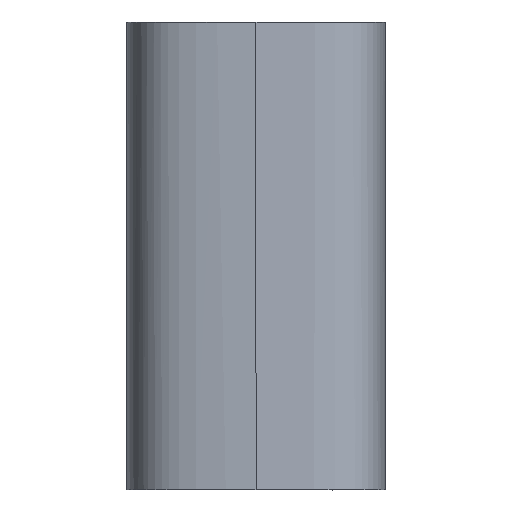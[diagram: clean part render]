
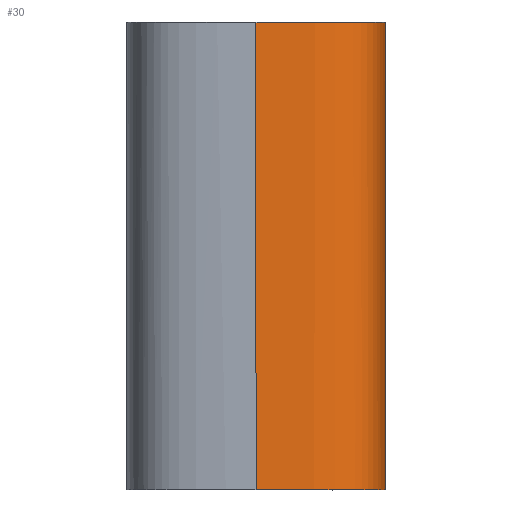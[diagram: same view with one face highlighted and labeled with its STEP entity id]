
A CAD part, front view. The second image highlights one B-rep face of the part: STEP entity #30.
In plain terms, the highlighted free-form (B-spline) face has degree [1, 5] with [2, 13] control points.
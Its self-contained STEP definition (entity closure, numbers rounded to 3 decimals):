
#30=ADVANCED_FACE('',(#164),#1767,.T.);
#164=FACE_OUTER_BOUND('',#291,.T.);
#291=EDGE_LOOP('',(#489,#490,#491,#492));
#489=ORIENTED_EDGE('',*,*,#1001,.F.);
#490=ORIENTED_EDGE('',*,*,#1002,.F.);
#491=ORIENTED_EDGE('',*,*,#1003,.T.);
#492=ORIENTED_EDGE('',*,*,#999,.T.);
#999=EDGE_CURVE('',#1523,#1567,#1355,.T.);
#1001=EDGE_CURVE('',#1568,#1567,#1357,.T.);
#1002=EDGE_CURVE('',#1525,#1568,#1358,.T.);
#1003=EDGE_CURVE('',#1525,#1523,#1359,.T.);
#1355=B_SPLINE_CURVE_WITH_KNOTS('',1,(#9139,#9140),.UNSPECIFIED.,.F.,.F.,
(2,2),(-869.,0.),.UNSPECIFIED.);
#1357=B_SPLINE_CURVE_WITH_KNOTS('',3,(#9154,#9155,#9156,#9157,#9158,#9159,
#9160,#9161,#9162,#9163,#9164,#9165,#9166,#9167,#9168,#9169,#9170,#9171,
#9172,#9173,#9174,#9175,#9176,#9177),.UNSPECIFIED.,.F.,.F.,(4,2,2,2,2,2,
2,2,2,2,2,4),(-363.641,-318.186,-272.731,-227.275,
-181.82,-159.093,-147.729,-136.365,
-113.638,-90.91,-45.455,0.),.UNSPECIFIED.);
#1358=B_SPLINE_CURVE_WITH_KNOTS('',1,(#9178,#9179),.UNSPECIFIED.,.F.,.F.,
(2,2),(-869.,0.),.UNSPECIFIED.);
#1359=B_SPLINE_CURVE_WITH_KNOTS('',5,(#9180,#9181,#9182,#9183,#9184,#9185,
#9186,#9187,#9188,#9189,#9190,#9191,#9192),.UNSPECIFIED.,.F.,.F.,(6,1,1,
1,1,1,1,1,6),(0.,24.045,54.152,112.225,176.711,
201.13,225.687,274.235,367.31),
 .UNSPECIFIED.);
#1523=VERTEX_POINT('',#8653);
#1525=VERTEX_POINT('',#8655);
#1567=VERTEX_POINT('',#8697);
#1568=VERTEX_POINT('',#8698);
#1767=B_SPLINE_SURFACE_WITH_KNOTS('',1,5,((#4551,#4552,#4553,#4554,#4555,
#4556,#4557,#4558,#4559,#4560,#4561,#4562,#4563),(#4564,#4565,#4566,#4567,
#4568,#4569,#4570,#4571,#4572,#4573,#4574,#4575,#4576)),.UNSPECIFIED.,.F.,
 .F.,.F.,(2,2),(6,1,1,1,1,1,1,1,6),(0.,870.724),(0.,
24.045,54.152,112.225,176.711,201.13,
225.687,274.235,367.31),.UNSPECIFIED.);
#4551=CARTESIAN_POINT('',(0.,-190.,873.197));
#4552=CARTESIAN_POINT('',(4.757,-190.,873.197));
#4553=CARTESIAN_POINT('',(15.465,-189.975,873.197));
#4554=CARTESIAN_POINT('',(37.661,-189.649,873.197));
#4555=CARTESIAN_POINT('',(72.6,-188.471,873.197));
#4556=CARTESIAN_POINT('',(112.237,-184.46,873.197));
#4557=CARTESIAN_POINT('',(151.535,-176.334,873.197));
#4558=CARTESIAN_POINT('',(191.378,-156.42,873.197));
#4559=CARTESIAN_POINT('',(224.861,-116.899,873.197));
#4560=CARTESIAN_POINT('',(234.442,-78.76,873.197));
#4561=CARTESIAN_POINT('',(238.5,-46.573,873.197));
#4562=CARTESIAN_POINT('',(240.,-18.363,873.197));
#4563=CARTESIAN_POINT('',(240.,0.,873.197));
#4564=CARTESIAN_POINT('',(0.,-190.,2.473));
#4565=CARTESIAN_POINT('',(4.757,-190.,2.473));
#4566=CARTESIAN_POINT('',(15.465,-189.975,2.473));
#4567=CARTESIAN_POINT('',(37.661,-189.649,2.473));
#4568=CARTESIAN_POINT('',(72.6,-188.471,2.473));
#4569=CARTESIAN_POINT('',(112.237,-184.46,2.473));
#4570=CARTESIAN_POINT('',(151.535,-176.334,2.473));
#4571=CARTESIAN_POINT('',(191.378,-156.42,2.473));
#4572=CARTESIAN_POINT('',(224.861,-116.899,2.473));
#4573=CARTESIAN_POINT('',(234.442,-78.76,2.473));
#4574=CARTESIAN_POINT('',(238.5,-46.573,2.473));
#4575=CARTESIAN_POINT('',(240.,-18.363,2.473));
#4576=CARTESIAN_POINT('',(240.,0.,2.473));
#8653=CARTESIAN_POINT('',(240.,0.,3.335));
#8655=CARTESIAN_POINT('',(0.,-190.,3.335));
#8697=CARTESIAN_POINT('',(240.,0.,872.335));
#8698=CARTESIAN_POINT('',(0.,-190.,872.335));
#9139=CARTESIAN_POINT('',(240.,0.,3.335));
#9140=CARTESIAN_POINT('',(240.,0.,872.335));
#9154=CARTESIAN_POINT('',(0.,-190.,872.335));
#9155=CARTESIAN_POINT('',(15.17,-190.,872.335));
#9156=CARTESIAN_POINT('',(30.333,-189.793,872.335));
#9157=CARTESIAN_POINT('',(60.628,-188.628,872.335));
#9158=CARTESIAN_POINT('',(75.781,-187.658,872.335));
#9159=CARTESIAN_POINT('',(105.935,-184.27,872.335));
#9160=CARTESIAN_POINT('',(120.927,-181.894,872.335));
#9161=CARTESIAN_POINT('',(150.354,-174.283,872.335));
#9162=CARTESIAN_POINT('',(164.622,-169.084,872.335));
#9163=CARTESIAN_POINT('',(184.228,-157.487,872.335));
#9164=CARTESIAN_POINT('',(190.386,-152.987,872.335));
#9165=CARTESIAN_POINT('',(198.692,-145.347,872.335));
#9166=CARTESIAN_POINT('',(201.321,-142.646,872.335));
#9167=CARTESIAN_POINT('',(206.294,-136.929,872.335));
#9168=CARTESIAN_POINT('',(208.646,-133.901,872.335));
#9169=CARTESIAN_POINT('',(215.134,-124.562,872.335));
#9170=CARTESIAN_POINT('',(218.758,-117.945,872.335));
#9171=CARTESIAN_POINT('',(224.894,-104.091,872.335));
#9172=CARTESIAN_POINT('',(227.392,-96.877,872.335));
#9173=CARTESIAN_POINT('',(233.543,-75.134,872.335));
#9174=CARTESIAN_POINT('',(236.01,-60.296,872.335));
#9175=CARTESIAN_POINT('',(239.25,-30.264,872.335));
#9176=CARTESIAN_POINT('',(240.,-15.132,872.335));
#9177=CARTESIAN_POINT('',(240.,0.,872.335));
#9178=CARTESIAN_POINT('',(0.,-190.,3.335));
#9179=CARTESIAN_POINT('',(0.,-190.,872.335));
#9180=CARTESIAN_POINT('',(0.,-190.,3.335));
#9181=CARTESIAN_POINT('',(4.757,-190.,3.335));
#9182=CARTESIAN_POINT('',(15.465,-189.975,3.335));
#9183=CARTESIAN_POINT('',(37.661,-189.649,3.335));
#9184=CARTESIAN_POINT('',(72.6,-188.471,3.335));
#9185=CARTESIAN_POINT('',(112.237,-184.46,3.335));
#9186=CARTESIAN_POINT('',(151.535,-176.334,3.335));
#9187=CARTESIAN_POINT('',(191.378,-156.42,3.335));
#9188=CARTESIAN_POINT('',(224.861,-116.899,3.335));
#9189=CARTESIAN_POINT('',(234.442,-78.76,3.335));
#9190=CARTESIAN_POINT('',(238.5,-46.573,3.335));
#9191=CARTESIAN_POINT('',(240.,-18.363,3.335));
#9192=CARTESIAN_POINT('',(240.,0.,3.335));
